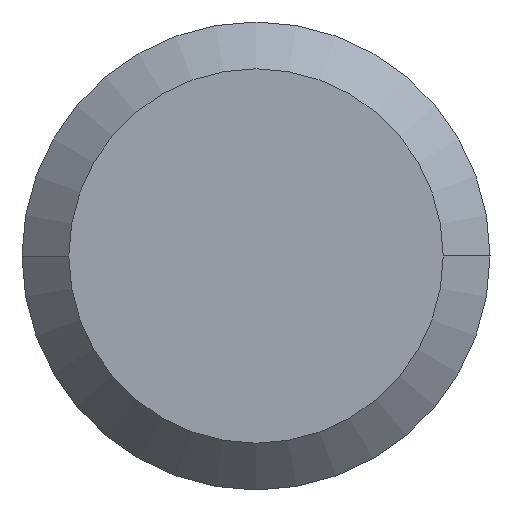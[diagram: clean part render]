
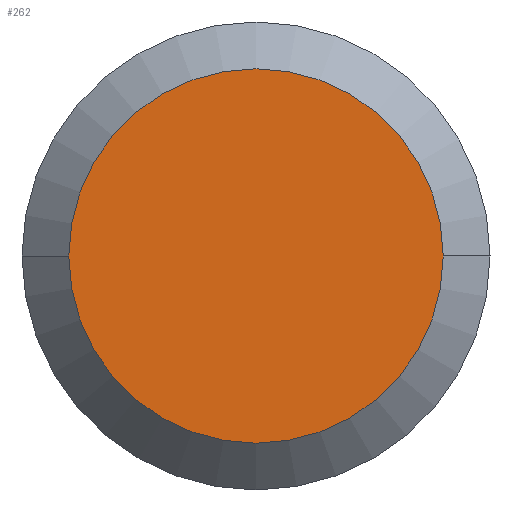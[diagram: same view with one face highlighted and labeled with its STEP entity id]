
A CAD part, left-side view. The second image highlights one B-rep face of the part: STEP entity #262.
In plain terms, the highlighted planar face has unit normal (-1, 0, 0).
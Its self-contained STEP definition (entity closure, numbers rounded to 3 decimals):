
#35 = CARTESIAN_POINT ( 'NONE',  ( 0., 0., 0. ) ) ;
#36 = DIRECTION ( 'NONE',  ( 0., -1., 0. ) ) ;
#43 = AXIS2_PLACEMENT_3D ( 'NONE', #35, #252, #216 ) ;
#46 = DIRECTION ( 'NONE',  ( 0., 1., 0. ) ) ;
#62 = PLANE ( 'NONE',  #69 ) ;
#69 = AXIS2_PLACEMENT_3D ( 'NONE', #313, #93, #36 ) ;
#82 = EDGE_CURVE ( 'NONE', #275, #260, #367, .T. ) ;
#93 = DIRECTION ( 'NONE',  ( -1., 0., 0. ) ) ;
#115 = ORIENTED_EDGE ( 'NONE', *, *, #374, .F. ) ;
#135 = DIRECTION ( 'NONE',  ( 1., 0., 0. ) ) ;
#160 = CARTESIAN_POINT ( 'NONE',  ( 0., -1.6, 0. ) ) ;
#169 = FACE_OUTER_BOUND ( 'NONE', #304, .T. ) ;
#200 = AXIS2_PLACEMENT_3D ( 'NONE', #325, #135, #46 ) ;
#216 = DIRECTION ( 'NONE',  ( 0., 1., 0. ) ) ;
#252 = DIRECTION ( 'NONE',  ( 1., 0., 0. ) ) ;
#260 = VERTEX_POINT ( 'NONE', #415 ) ;
#262 = ADVANCED_FACE ( 'NONE', ( #169 ), #62, .T. ) ;
#275 = VERTEX_POINT ( 'NONE', #160 ) ;
#304 = EDGE_LOOP ( 'NONE', ( #115, #382 ) ) ;
#313 = CARTESIAN_POINT ( 'NONE',  ( 0., 0., 0. ) ) ;
#325 = CARTESIAN_POINT ( 'NONE',  ( 0., 0., 0. ) ) ;
#367 = CIRCLE ( 'NONE', #43, 1.6 ) ;
#374 = EDGE_CURVE ( 'NONE', #260, #275, #380, .T. ) ;
#380 = CIRCLE ( 'NONE', #200, 1.6 ) ;
#382 = ORIENTED_EDGE ( 'NONE', *, *, #82, .F. ) ;
#415 = CARTESIAN_POINT ( 'NONE',  ( 0., 1.6, 0. ) ) ;
